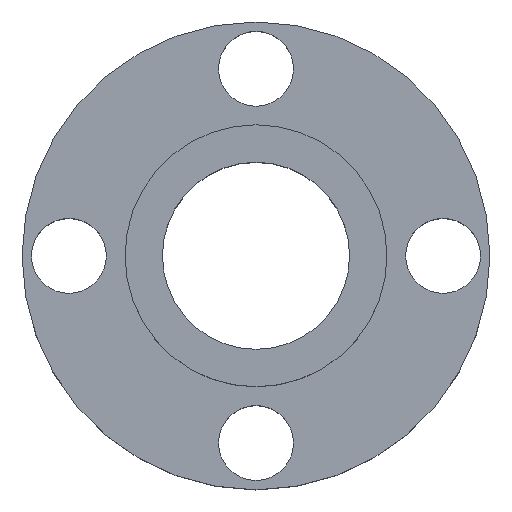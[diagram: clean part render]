
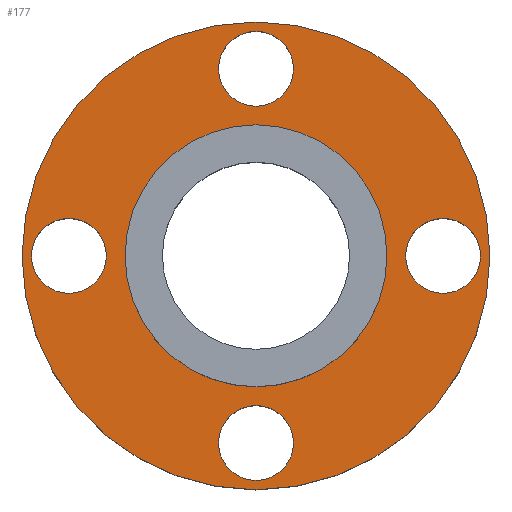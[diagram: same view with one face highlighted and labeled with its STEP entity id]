
A CAD part, top view. The second image highlights one B-rep face of the part: STEP entity #177.
In plain terms, the highlighted planar face has unit normal (0, 0, 1).
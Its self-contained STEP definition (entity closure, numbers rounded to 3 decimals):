
#15=FACE_BOUND('',#45,.T.);
#16=FACE_BOUND('',#46,.T.);
#17=FACE_BOUND('',#47,.T.);
#18=FACE_BOUND('',#48,.T.);
#19=FACE_BOUND('',#49,.T.);
#26=PLANE('',#211);
#34=FACE_OUTER_BOUND('',#44,.T.);
#44=EDGE_LOOP('',(#143));
#45=EDGE_LOOP('',(#144));
#46=EDGE_LOOP('',(#145));
#47=EDGE_LOOP('',(#146));
#48=EDGE_LOOP('',(#147));
#49=EDGE_LOOP('',(#148));
#75=CIRCLE('',#198,4.);
#77=CIRCLE('',#201,4.);
#79=CIRCLE('',#204,4.);
#81=CIRCLE('',#207,4.);
#82=CIRCLE('',#209,25.);
#84=CIRCLE('',#212,14.);
#89=VERTEX_POINT('',#281);
#91=VERTEX_POINT('',#287);
#93=VERTEX_POINT('',#293);
#95=VERTEX_POINT('',#299);
#96=VERTEX_POINT('',#303);
#98=VERTEX_POINT('',#309);
#104=EDGE_CURVE('',#89,#89,#75,.T.);
#107=EDGE_CURVE('',#91,#91,#77,.T.);
#110=EDGE_CURVE('',#93,#93,#79,.T.);
#113=EDGE_CURVE('',#95,#95,#81,.T.);
#114=EDGE_CURVE('',#96,#96,#82,.T.);
#117=EDGE_CURVE('',#98,#98,#84,.T.);
#143=ORIENTED_EDGE('',*,*,#114,.T.);
#144=ORIENTED_EDGE('',*,*,#104,.T.);
#145=ORIENTED_EDGE('',*,*,#107,.T.);
#146=ORIENTED_EDGE('',*,*,#110,.T.);
#147=ORIENTED_EDGE('',*,*,#113,.T.);
#148=ORIENTED_EDGE('',*,*,#117,.F.);
#177=ADVANCED_FACE('',(#34,#15,#16,#17,#18,#19),#26,.T.);
#198=AXIS2_PLACEMENT_3D('',#283,#227,#228);
#201=AXIS2_PLACEMENT_3D('',#289,#234,#235);
#204=AXIS2_PLACEMENT_3D('',#295,#241,#242);
#207=AXIS2_PLACEMENT_3D('',#301,#248,#249);
#209=AXIS2_PLACEMENT_3D('',#304,#252,#253);
#211=AXIS2_PLACEMENT_3D('',#308,#257,#258);
#212=AXIS2_PLACEMENT_3D('',#310,#259,#260);
#227=DIRECTION('center_axis',(0.,0.,-1.));
#228=DIRECTION('ref_axis',(1.,0.,0.));
#234=DIRECTION('center_axis',(0.,0.,-1.));
#235=DIRECTION('ref_axis',(1.,0.,0.));
#241=DIRECTION('center_axis',(0.,0.,-1.));
#242=DIRECTION('ref_axis',(1.,0.,0.));
#248=DIRECTION('center_axis',(0.,0.,-1.));
#249=DIRECTION('ref_axis',(1.,0.,0.));
#252=DIRECTION('center_axis',(0.,0.,1.));
#253=DIRECTION('ref_axis',(1.,0.,0.));
#257=DIRECTION('center_axis',(0.,0.,1.));
#258=DIRECTION('ref_axis',(1.,0.,0.));
#259=DIRECTION('center_axis',(0.,0.,1.));
#260=DIRECTION('ref_axis',(1.,0.,0.));
#281=CARTESIAN_POINT('',(-4.,-20.,12.));
#283=CARTESIAN_POINT('Origin',(0.,-20.,12.));
#287=CARTESIAN_POINT('',(16.,0.,12.));
#289=CARTESIAN_POINT('Origin',(20.,0.,12.));
#293=CARTESIAN_POINT('',(-24.,0.,12.));
#295=CARTESIAN_POINT('Origin',(-20.,0.,12.));
#299=CARTESIAN_POINT('',(-4.,20.,12.));
#301=CARTESIAN_POINT('Origin',(0.,20.,12.));
#303=CARTESIAN_POINT('',(-25.,0.,12.));
#304=CARTESIAN_POINT('Origin',(0.,0.,12.));
#308=CARTESIAN_POINT('Origin',(0.,0.,12.));
#309=CARTESIAN_POINT('',(-14.,0.,12.));
#310=CARTESIAN_POINT('Origin',(0.,0.,12.));
